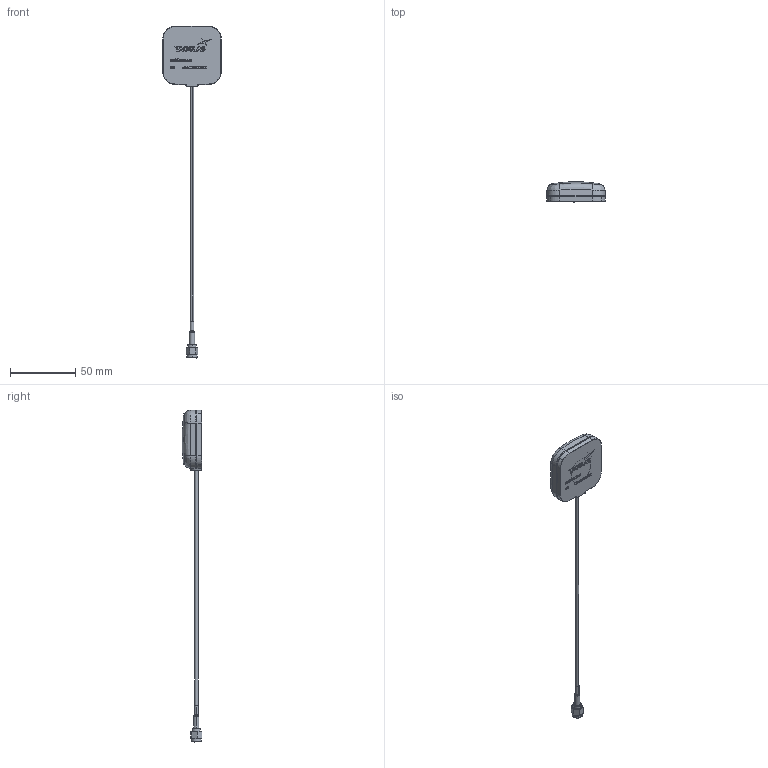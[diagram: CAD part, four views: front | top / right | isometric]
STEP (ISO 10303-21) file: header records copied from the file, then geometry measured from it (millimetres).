
FILE_DESCRIPTION (( 'STEP AP214' ), '1' );
FILE_NAME ('IAA.01.121111_web.STEP', '2020-02-04T03:56:43', ( '' ), ( '' ), 'SwSTEP 2.0', 'SolidWorks 2017', '' );
FILE_SCHEMA (( 'AUTOMOTIVE_DESIGN' ));
Length unit declared in the file: millimetre
Products named in the file (2): IAA.01.121111_web
Bounding box: 45 x 15.12 x 255.02 mm (x, y, z)
Surface area: 9711.9 mm2 (no closed solid volume)
Topology: 0 solids, 50 shells, 199 faces, 1435 edges, 1285 vertices
Faces by surface type: plane 107, cylinder 39, bspline 30, cone 13, torus 10
Entity records: 22962 total; most frequent: CARTESIAN_POINT 11571, ORIENTED_EDGE 1743, EDGE_CURVE 1435, DIRECTION 1293, VERTEX_POINT 1285, LINE 795, VECTOR 795, B_SPLINE_CURVE_WITH_KNOTS 526
